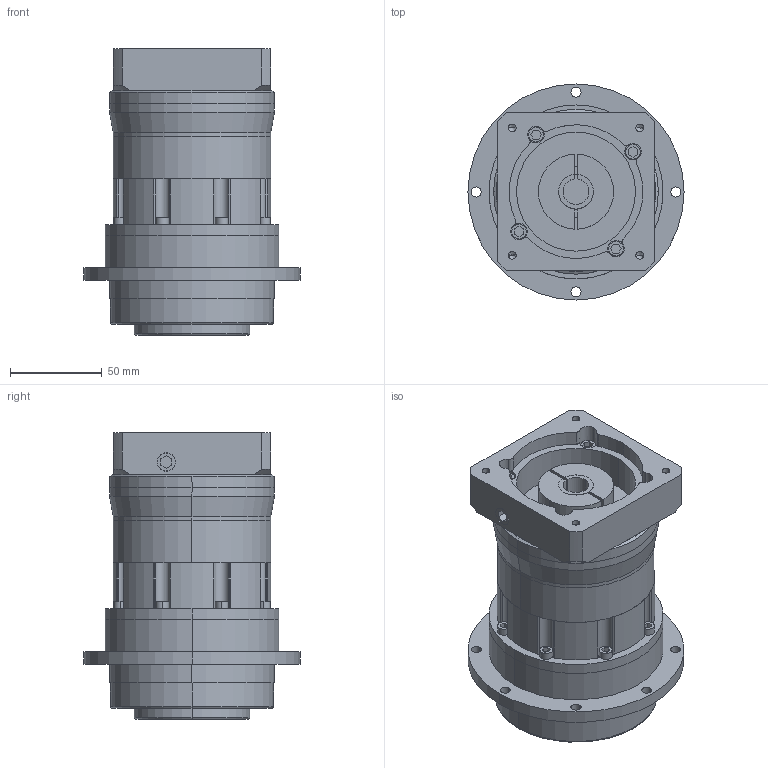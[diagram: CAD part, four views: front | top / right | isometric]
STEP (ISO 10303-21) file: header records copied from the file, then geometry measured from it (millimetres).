
FILE_DESCRIPTION (( 'STEP AP214' ), '1' );
FILE_NAME ('VGH90三级模型（14-35 73-2 4-5.5-69.6-69.6）新.STEP', '2018-11-05T09:04:49', ( 'Windows' ), ( 'Microsoft' ), 'SwSTEP 2.0', 'SolidWorks 2016', '' );
FILE_SCHEMA (( 'AUTOMOTIVE_DESIGN' ));
Length unit declared in the file: millimetre
Products named in the file (1): VGH90三级模型（14-35 73-2 4-5.5-69.6-69.6）新
Bounding box: 118 x 118 x 156.5 mm (x, y, z)
Volume: 907120.6 mm3; surface area: 154459.3 mm2
Topology: 7 solids, 7 shells, 388 faces, 957 edges, 612 vertices
Faces by surface type: cylinder 183, plane 167, cone 32, torus 6
Entity records: 12364 total; most frequent: DIRECTION 2113, CARTESIAN_POINT 1958, ORIENTED_EDGE 1866, EDGE_CURVE 933, AXIS2_PLACEMENT_3D 799, VERTEX_POINT 612, VECTOR 515, LINE 515
